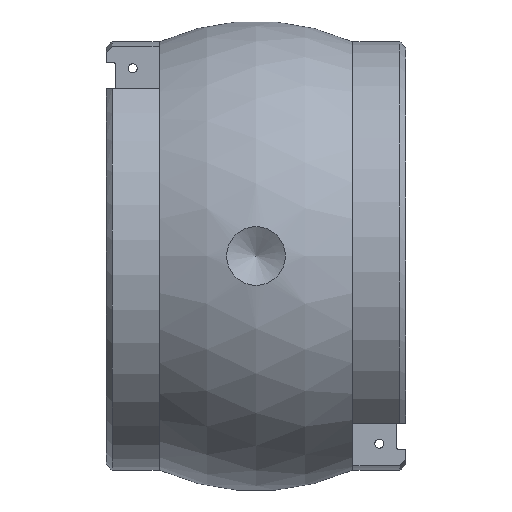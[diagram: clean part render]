
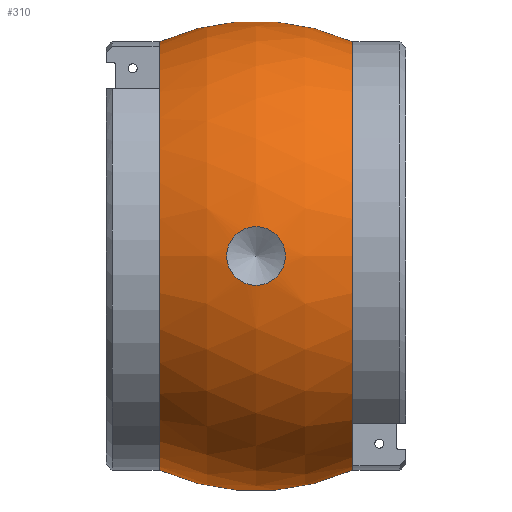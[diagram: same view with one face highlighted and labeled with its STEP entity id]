
A CAD part, front view. The second image highlights one B-rep face of the part: STEP entity #310.
In plain terms, the highlighted spherical face has radius 80 mm.
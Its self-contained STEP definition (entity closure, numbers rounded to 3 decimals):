
#310=ADVANCED_FACE('',(#1627,#1629),#1631,.T.);
#1627=FACE_BOUND('',#1628,.T.);
#1628=EDGE_LOOP('',(#2955,#2956,#2957,#2958));
#1629=FACE_BOUND('',#1630,.T.);
#1630=EDGE_LOOP('',(#2959));
#1631=SPHERICAL_SURFACE('',#1632,80.);
#1632=AXIS2_PLACEMENT_3D('',#1633,#1634,#1635);
#1633=CARTESIAN_POINT('',(0.,0.,0.));
#1634=DIRECTION('',(-1.,0.,0.));
#1635=DIRECTION('',(0.,0.,1.));
#2955=ORIENTED_EDGE('',*,*,#3591,.T.);
#2956=ORIENTED_EDGE('',*,*,#3658,.T.);
#2957=ORIENTED_EDGE('',*,*,#3659,.F.);
#2958=ORIENTED_EDGE('',*,*,#3660,.F.);
#2959=ORIENTED_EDGE('',*,*,#3661,.T.);
#3591=EDGE_CURVE('',#4331,#4329,#4332,.T.);
#3658=EDGE_CURVE('',#4329,#4449,#4451,.T.);
#3659=EDGE_CURVE('',#4452,#4449,#4453,.T.);
#3660=EDGE_CURVE('',#4331,#4452,#4454,.T.);
#3661=EDGE_CURVE('',#4455,#4455,#4456,.F.);
#4329=VERTEX_POINT('',#7311);
#4331=VERTEX_POINT('',#7315);
#4332=CIRCLE('',#7316,80.);
#4449=VERTEX_POINT('',#7643);
#4451=CIRCLE('',#7647,73.);
#4452=VERTEX_POINT('',#7651);
#4453=CIRCLE('',#7652,80.);
#4454=CIRCLE('',#7656,73.);
#4455=VERTEX_POINT('',#7660);
#4456=CIRCLE('',#7661,10.);
#7311=CARTESIAN_POINT('',(32.726,0.,73.));
#7315=CARTESIAN_POINT('',(-32.726,0.,73.));
#7316=AXIS2_PLACEMENT_3D('',#7317,#7318,#7319);
#7317=CARTESIAN_POINT('',(0.,0.,0.));
#7318=DIRECTION('',(0.,1.,0.));
#7319=DIRECTION('',(-0.409,0.,0.913));
#7643=CARTESIAN_POINT('',(32.726,0.,-73.));
#7647=AXIS2_PLACEMENT_3D('',#7648,#7649,#7650);
#7648=CARTESIAN_POINT('',(32.726,0.,0.));
#7649=DIRECTION('',(-1.,0.,0.));
#7650=DIRECTION('',(0.,0.,1.));
#7651=CARTESIAN_POINT('',(-32.726,0.,-73.));
#7652=AXIS2_PLACEMENT_3D('',#7653,#7654,#7655);
#7653=CARTESIAN_POINT('',(0.,0.,0.));
#7654=DIRECTION('',(0.,-1.,0.));
#7655=DIRECTION('',(-0.409,0.,-0.913));
#7656=AXIS2_PLACEMENT_3D('',#7657,#7658,#7659);
#7657=CARTESIAN_POINT('',(-32.726,0.,0.));
#7658=DIRECTION('',(-1.,0.,0.));
#7659=DIRECTION('',(0.,0.,1.));
#7660=CARTESIAN_POINT('',(0.,79.373,-10.));
#7661=AXIS2_PLACEMENT_3D('',#7662,#7663,#7664);
#7662=CARTESIAN_POINT('',(0.,79.373,0.));
#7663=DIRECTION('',(0.,1.,0.));
#7664=DIRECTION('',(0.,0.,-1.));
